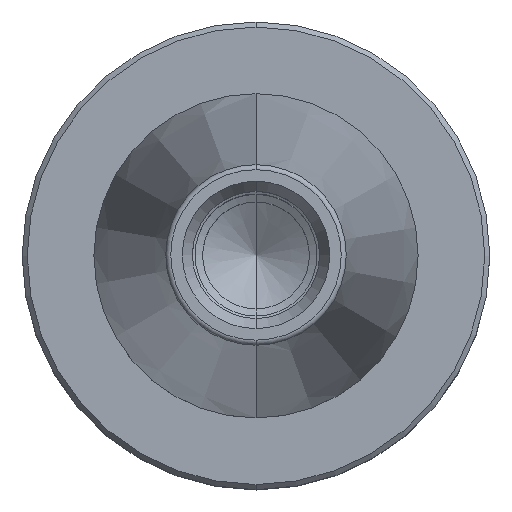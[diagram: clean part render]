
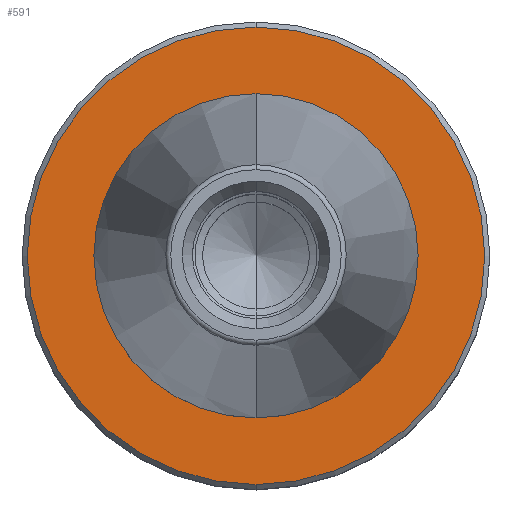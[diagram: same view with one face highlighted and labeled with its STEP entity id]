
A CAD part, top view. The second image highlights one B-rep face of the part: STEP entity #591.
In plain terms, the highlighted planar face has unit normal (0, 0, 1).
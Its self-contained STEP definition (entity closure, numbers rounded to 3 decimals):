
#343=VERTEX_POINT('',#895);
#487=EDGE_CURVE('',#587,#675,#1055,.T.);
#587=VERTEX_POINT('',#1164);
#591=ADVANCED_FACE('',(#1168,#1169),#1170,.T.);
#619=EDGE_CURVE('',#343,#783,#1202,.T.);
#675=VERTEX_POINT('',#1269);
#749=EDGE_CURVE('',#675,#587,#1352,.T.);
#783=VERTEX_POINT('',#1389);
#787=EDGE_CURVE('',#783,#343,#1393,.T.);
#895=CARTESIAN_POINT('',(0.0,15.948,-2.0));
#1055=CIRCLE('',#1729,22.5);
#1164=CARTESIAN_POINT('',(0.,-22.5,-2.0));
#1168=FACE_OUTER_BOUND('',#1880,.T.);
#1169=FACE_BOUND('',#1881,.T.);
#1170=PLANE('',#1882);
#1202=CIRCLE('',#1921,15.948);
#1269=CARTESIAN_POINT('',(0.0,22.5,-2.0));
#1352=CIRCLE('',#2105,22.5);
#1389=CARTESIAN_POINT('',(0.,-15.948,-2.0));
#1393=CIRCLE('',#2159,15.948);
#1729=AXIS2_PLACEMENT_3D('',#2491,#2492,#2493);
#1880=EDGE_LOOP('',(#2636,#2637));
#1881=EDGE_LOOP('',(#2638,#2639));
#1882=AXIS2_PLACEMENT_3D('',#2640,#2641,#2642);
#1921=AXIS2_PLACEMENT_3D('',#2682,#2683,#2684);
#2105=AXIS2_PLACEMENT_3D('',#2902,#2903,#2904);
#2159=AXIS2_PLACEMENT_3D('',#2945,#2946,#2947);
#2491=CARTESIAN_POINT('',(0.0,0.0,-2.0));
#2492=DIRECTION('',(0.0,0.0,-1.0));
#2493=DIRECTION('',(0.0,1.0,0.0));
#2636=ORIENTED_EDGE('',*,*,#749,.F.);
#2637=ORIENTED_EDGE('',*,*,#487,.F.);
#2638=ORIENTED_EDGE('',*,*,#619,.T.);
#2639=ORIENTED_EDGE('',*,*,#787,.T.);
#2640=CARTESIAN_POINT('',(0.0,19.224,-2.0));
#2641=DIRECTION('',(-0.0,0.0,1.0));
#2642=DIRECTION('',(0.0,-1.0,0.0));
#2682=CARTESIAN_POINT('',(0.0,0.0,-2.0));
#2683=DIRECTION('',(0.0,0.0,-1.0));
#2684=DIRECTION('',(0.0,1.0,0.0));
#2902=CARTESIAN_POINT('',(0.0,0.0,-2.0));
#2903=DIRECTION('',(0.0,0.0,-1.0));
#2904=DIRECTION('',(0.0,1.0,0.0));
#2945=CARTESIAN_POINT('',(0.0,0.0,-2.0));
#2946=DIRECTION('',(0.0,0.0,-1.0));
#2947=DIRECTION('',(0.0,1.0,0.0));
